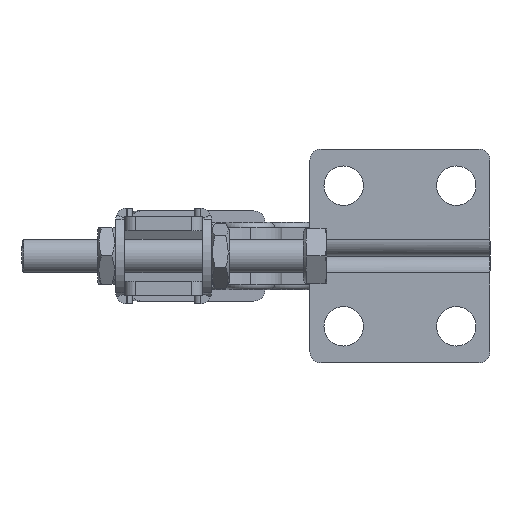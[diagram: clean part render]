
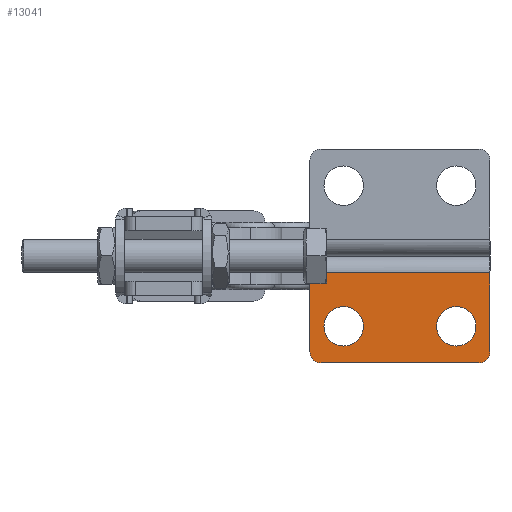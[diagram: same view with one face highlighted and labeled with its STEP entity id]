
A CAD part, left-side view. The second image highlights one B-rep face of the part: STEP entity #13041.
In plain terms, the highlighted planar face has unit normal (-1, 0, 0).
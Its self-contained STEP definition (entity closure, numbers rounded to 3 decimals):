
#2627 = AXIS2_PLACEMENT_3D ( 'NONE', #9494, #9488, #9497 ) ;
#8605 = FACE_BOUND ( 'NONE', #12520, .T. ) ;
#8613 = FACE_OUTER_BOUND ( 'NONE', #12522, .T. ) ;
#8615 = FACE_BOUND ( 'NONE', #12498, .T. ) ;
#9488 = DIRECTION ( 'NONE',  ( -1., 0., 0. ) ) ;
#9494 = CARTESIAN_POINT ( 'NONE',  ( -2.5, 30., -17. ) ) ;
#9495 = PLANE ( 'NONE',  #2627 ) ;
#9497 = DIRECTION ( 'NONE',  ( 0., 0., 1. ) ) ;
#12123 = ORIENTED_EDGE ( 'NONE', *, *, #27481, .T. ) ;
#12126 = ORIENTED_EDGE ( 'NONE', *, *, #27327, .T. ) ;
#12128 = ORIENTED_EDGE ( 'NONE', *, *, #27483, .T. ) ;
#12130 = ORIENTED_EDGE ( 'NONE', *, *, #27324, .T. ) ;
#12131 = ORIENTED_EDGE ( 'NONE', *, *, #27476, .F. ) ;
#12133 = ORIENTED_EDGE ( 'NONE', *, *, #27462, .T. ) ;
#12135 = ORIENTED_EDGE ( 'NONE', *, *, #27467, .F. ) ;
#12138 = ORIENTED_EDGE ( 'NONE', *, *, #27485, .F. ) ;
#12139 = ORIENTED_EDGE ( 'NONE', *, *, #27487, .F. ) ;
#12141 = ORIENTED_EDGE ( 'NONE', *, *, #27489, .F. ) ;
#12498 = EDGE_LOOP ( 'NONE', ( #12128, #12130 ) ) ;
#12520 = EDGE_LOOP ( 'NONE', ( #12123, #12126 ) ) ;
#12522 = EDGE_LOOP ( 'NONE', ( #12131, #12133, #12135, #12138, #12139, #12141 ) ) ;
#13041 = ADVANCED_FACE ( 'NONE', ( #8605, #8615, #8613 ), #9495, .T. ) ;
#18711 = AXIS2_PLACEMENT_3D ( 'NONE', #24087, #24089, #24091 ) ;
#18713 = AXIS2_PLACEMENT_3D ( 'NONE', #24108, #24109, #24111 ) ;
#18739 = AXIS2_PLACEMENT_3D ( 'NONE', #25692, #25693, #25694 ) ;
#18740 = AXIS2_PLACEMENT_3D ( 'NONE', #25697, #25698, #25699 ) ;
#18741 = AXIS2_PLACEMENT_3D ( 'NONE', #25700, #25701, #25702 ) ;
#18742 = AXIS2_PLACEMENT_3D ( 'NONE', #25703, #25704, #25705 ) ;
#19920 = CARTESIAN_POINT ( 'NONE',  ( -2.5, 32., -17. ) ) ;
#19982 = CARTESIAN_POINT ( 'NONE',  ( -2.5, 32., -3. ) ) ;
#20068 = CARTESIAN_POINT ( 'NONE',  ( -2.5, 2., -19. ) ) ;
#20072 = CARTESIAN_POINT ( 'NONE',  ( -2.5, 6., -16. ) ) ;
#20079 = CARTESIAN_POINT ( 'NONE',  ( -2.5, 26., -9. ) ) ;
#20080 = CARTESIAN_POINT ( 'NONE',  ( -2.5, 30., -19. ) ) ;
#20088 = CARTESIAN_POINT ( 'NONE',  ( -2.5, 0., -17. ) ) ;
#20089 = CARTESIAN_POINT ( 'NONE',  ( -2.5, 0., -3. ) ) ;
#20145 = CARTESIAN_POINT ( 'NONE',  ( -2.5, 26., -16. ) ) ;
#24087 = CARTESIAN_POINT ( 'NONE',  ( -2.5, 6., -12.5 ) ) ;
#24089 = DIRECTION ( 'NONE',  ( 1., 0., 0. ) ) ;
#24091 = DIRECTION ( 'NONE',  ( 0., 0., -1. ) ) ;
#24108 = CARTESIAN_POINT ( 'NONE',  ( -2.5, 26., -12.5 ) ) ;
#24109 = DIRECTION ( 'NONE',  ( 1., 0., 0. ) ) ;
#24111 = DIRECTION ( 'NONE',  ( 0., 0., -1. ) ) ;
#24538 = CIRCLE ( 'NONE', #18711, 3.5 ) ;
#24548 = CIRCLE ( 'NONE', #18713, 3.5 ) ;
#24644 = LINE ( 'NONE', #25674, #24645 ) ;
#24645 = VECTOR ( 'NONE', #25673, 1000. ) ;
#24646 = LINE ( 'NONE', #25682, #24649 ) ;
#24649 = VECTOR ( 'NONE', #25684, 1000. ) ;
#24652 = CIRCLE ( 'NONE', #18742, 2. ) ;
#24654 = LINE ( 'NONE', #25688, #24657 ) ;
#24657 = VECTOR ( 'NONE', #25689, 1000. ) ;
#24658 = CIRCLE ( 'NONE', #18739, 3.5 ) ;
#24660 = CIRCLE ( 'NONE', #18740, 3.5 ) ;
#24661 = CIRCLE ( 'NONE', #18741, 2. ) ;
#24662 = LINE ( 'NONE', #25695, #24664 ) ;
#24664 = VECTOR ( 'NONE', #25696, 1000. ) ;
#25353 = VERTEX_POINT ( 'NONE', #19920 ) ;
#25421 = VERTEX_POINT ( 'NONE', #19982 ) ;
#25509 = VERTEX_POINT ( 'NONE', #20068 ) ;
#25515 = VERTEX_POINT ( 'NONE', #20072 ) ;
#25522 = VERTEX_POINT ( 'NONE', #20079 ) ;
#25523 = VERTEX_POINT ( 'NONE', #20080 ) ;
#25531 = VERTEX_POINT ( 'NONE', #20088 ) ;
#25532 = VERTEX_POINT ( 'NONE', #20089 ) ;
#25591 = VERTEX_POINT ( 'NONE', #20145 ) ;
#25673 = DIRECTION ( 'NONE',  ( 0., 1., 0. ) ) ;
#25674 = CARTESIAN_POINT ( 'NONE',  ( -2.5, 30., -3. ) ) ;
#25682 = CARTESIAN_POINT ( 'NONE',  ( -2.5, 32., -2.5 ) ) ;
#25684 = DIRECTION ( 'NONE',  ( 0., 0., 1. ) ) ;
#25688 = CARTESIAN_POINT ( 'NONE',  ( -2.5, 0., -17. ) ) ;
#25689 = DIRECTION ( 'NONE',  ( 0., 0., -1. ) ) ;
#25692 = CARTESIAN_POINT ( 'NONE',  ( -2.5, 26., -12.5 ) ) ;
#25693 = DIRECTION ( 'NONE',  ( 1., 0., 0. ) ) ;
#25694 = DIRECTION ( 'NONE',  ( 0., 0., -1. ) ) ;
#25695 = CARTESIAN_POINT ( 'NONE',  ( -2.5, 30., -19. ) ) ;
#25696 = DIRECTION ( 'NONE',  ( 0., 1., 0. ) ) ;
#25697 = CARTESIAN_POINT ( 'NONE',  ( -2.5, 6., -12.5 ) ) ;
#25698 = DIRECTION ( 'NONE',  ( 1., 0., 0. ) ) ;
#25699 = DIRECTION ( 'NONE',  ( 0., 0., -1. ) ) ;
#25700 = CARTESIAN_POINT ( 'NONE',  ( -2.5, 30., -17. ) ) ;
#25701 = DIRECTION ( 'NONE',  ( 1., 0., 0. ) ) ;
#25702 = DIRECTION ( 'NONE',  ( 0., 0., 1. ) ) ;
#25703 = CARTESIAN_POINT ( 'NONE',  ( -2.5, 2., -17. ) ) ;
#25704 = DIRECTION ( 'NONE',  ( 1., 0., 0. ) ) ;
#25705 = DIRECTION ( 'NONE',  ( 0., 0., 1. ) ) ;
#27324 = EDGE_CURVE ( 'NONE', #28339, #25515, #24538, .T. ) ;
#27327 = EDGE_CURVE ( 'NONE', #25522, #25591, #24548, .T. ) ;
#27461 = CARTESIAN_POINT ( 'NONE',  ( -2.5, 6., -9. ) ) ;
#27462 = EDGE_CURVE ( 'NONE', #25532, #25421, #24644, .T. ) ;
#27467 = EDGE_CURVE ( 'NONE', #25353, #25421, #24646, .T. ) ;
#27476 = EDGE_CURVE ( 'NONE', #25532, #25531, #24654, .T. ) ;
#27481 = EDGE_CURVE ( 'NONE', #25591, #25522, #24658, .T. ) ;
#27483 = EDGE_CURVE ( 'NONE', #25515, #28339, #24660, .T. ) ;
#27485 = EDGE_CURVE ( 'NONE', #25523, #25353, #24661, .T. ) ;
#27487 = EDGE_CURVE ( 'NONE', #25509, #25523, #24662, .T. ) ;
#27489 = EDGE_CURVE ( 'NONE', #25531, #25509, #24652, .T. ) ;
#28339 = VERTEX_POINT ( 'NONE', #27461 ) ;
